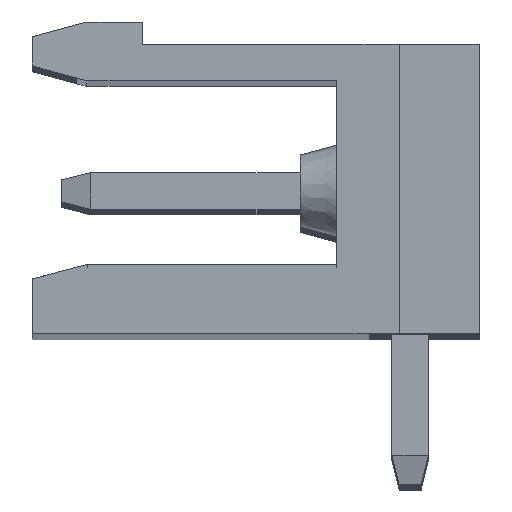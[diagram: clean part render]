
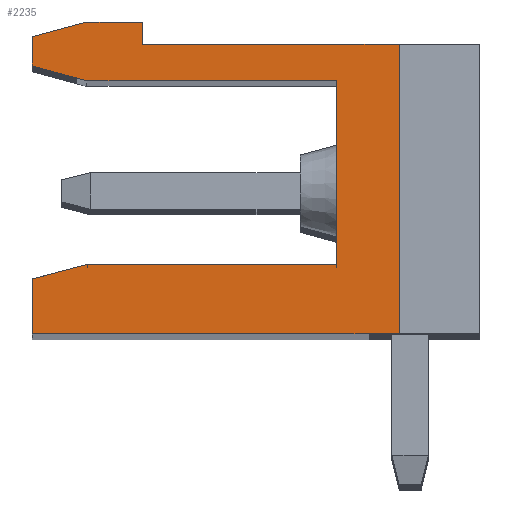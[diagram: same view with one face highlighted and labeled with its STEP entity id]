
A CAD part, top view. The second image highlights one B-rep face of the part: STEP entity #2235.
In plain terms, the highlighted planar face has unit normal (0, 0, 1).
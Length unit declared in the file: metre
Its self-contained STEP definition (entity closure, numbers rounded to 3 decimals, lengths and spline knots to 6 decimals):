
#2235=ADVANCED_FACE('',(#4808),#4809,.F.);
#4808=FACE_OUTER_BOUND('',#7726,.T.);
#4809=PLANE('',#7727);
#7726=EDGE_LOOP('',(#14190,#14191,#14192,#14193,#14194,#14195,#14196,#14197,#14198,#14199,#14200,#14201,#14202));
#7727=AXIS2_PLACEMENT_3D('',#14203,#14204,#14205);
#14190=ORIENTED_EDGE('',*,*,#19515,.T.);
#14191=ORIENTED_EDGE('',*,*,#19517,.T.);
#14192=ORIENTED_EDGE('',*,*,#19518,.T.);
#14193=ORIENTED_EDGE('',*,*,#19519,.T.);
#14194=ORIENTED_EDGE('',*,*,#19520,.T.);
#14195=ORIENTED_EDGE('',*,*,#19521,.T.);
#14196=ORIENTED_EDGE('',*,*,#19522,.T.);
#14197=ORIENTED_EDGE('',*,*,#19523,.F.);
#14198=ORIENTED_EDGE('',*,*,#19524,.F.);
#14199=ORIENTED_EDGE('',*,*,#19525,.F.);
#14200=ORIENTED_EDGE('',*,*,#19526,.F.);
#14201=ORIENTED_EDGE('',*,*,#19527,.F.);
#14202=ORIENTED_EDGE('',*,*,#19528,.T.);
#14203=CARTESIAN_POINT('',(-0.0037,0.0069,1.12824));
#14204=DIRECTION('',(0.0,0.0,-1.0));
#14205=DIRECTION('',(0.0,-1.0,0.0));
#19515=EDGE_CURVE('',#23895,#23970,#23972,.T.);
#19517=EDGE_CURVE('',#23970,#23974,#23975,.T.);
#19518=EDGE_CURVE('',#23974,#23976,#23977,.T.);
#19519=EDGE_CURVE('',#23976,#23978,#23979,.T.);
#19520=EDGE_CURVE('',#23978,#23980,#23981,.T.);
#19521=EDGE_CURVE('',#23980,#23982,#23983,.T.);
#19522=EDGE_CURVE('',#23982,#23984,#23985,.T.);
#19523=EDGE_CURVE('',#23986,#23984,#23987,.T.);
#19524=EDGE_CURVE('',#23988,#23986,#23989,.T.);
#19525=EDGE_CURVE('',#23990,#23988,#23991,.T.);
#19526=EDGE_CURVE('',#23992,#23990,#23993,.T.);
#19527=EDGE_CURVE('',#23994,#23992,#23995,.T.);
#19528=EDGE_CURVE('',#23994,#23895,#23996,.T.);
#23895=VERTEX_POINT('',#30353);
#23970=VERTEX_POINT('',#30470);
#23972=LINE('',#30473,#30474);
#23974=VERTEX_POINT('',#30476);
#23975=LINE('',#30477,#30478);
#23976=VERTEX_POINT('',#30479);
#23977=LINE('',#30480,#30481);
#23978=VERTEX_POINT('',#30482);
#23979=LINE('',#30483,#30484);
#23980=VERTEX_POINT('',#30485);
#23981=LINE('',#30486,#30487);
#23982=VERTEX_POINT('',#30488);
#23983=LINE('',#30489,#30490);
#23984=VERTEX_POINT('',#30491);
#23985=LINE('',#30492,#30493);
#23986=VERTEX_POINT('',#30494);
#23987=LINE('',#30495,#30496);
#23988=VERTEX_POINT('',#30497);
#23989=LINE('',#30498,#30499);
#23990=VERTEX_POINT('',#30500);
#23991=LINE('',#30501,#30502);
#23992=VERTEX_POINT('',#30503);
#23993=LINE('',#30504,#30505);
#23994=VERTEX_POINT('',#30506);
#23995=LINE('',#30507,#30508);
#23996=LINE('',#30509,#30510);
#30353=CARTESIAN_POINT('',(-0.012,0.,1.12824));
#30470=CARTESIAN_POINT('',(-0.002,0.,1.12824));
#30473=CARTESIAN_POINT('',(-0.012,0.,1.12824));
#30474=VECTOR('',#34037,1.0);
#30476=CARTESIAN_POINT('',(-0.002,0.0079,1.12824));
#30477=CARTESIAN_POINT('',(-0.002,0.0079,1.12824));
#30478=VECTOR('',#34038,1.0);
#30479=CARTESIAN_POINT('',(-0.009,0.0079,1.12824));
#30480=CARTESIAN_POINT('',(-0.0022,0.0079,1.12824));
#30481=VECTOR('',#34039,1.0);
#30482=CARTESIAN_POINT('',(-0.009,0.0085,1.12824));
#30483=CARTESIAN_POINT('',(-0.009,0.0081,1.12824));
#30484=VECTOR('',#34040,1.0);
#30485=CARTESIAN_POINT('',(-0.010507,0.0085,1.12824));
#30486=CARTESIAN_POINT('',(-0.009,0.0085,1.12824));
#30487=VECTOR('',#34041,1.0);
#30488=CARTESIAN_POINT('',(-0.012,0.0081,1.12824));
#30489=CARTESIAN_POINT('',(-0.010507,0.0085,1.12824));
#30490=VECTOR('',#34042,1.0);
#30491=CARTESIAN_POINT('',(-0.012,0.0073,1.12824));
#30492=CARTESIAN_POINT('',(-0.012,0.0082,1.12824));
#30493=VECTOR('',#34043,1.0);
#30494=CARTESIAN_POINT('',(-0.010507,0.0069,1.12824));
#30495=CARTESIAN_POINT('',(-0.012,0.0073,1.12824));
#30496=VECTOR('',#34044,1.0);
#30497=CARTESIAN_POINT('',(-0.0037,0.0069,1.12824));
#30498=CARTESIAN_POINT('',(-0.010507,0.0069,1.12824));
#30499=VECTOR('',#34045,1.0);
#30500=CARTESIAN_POINT('',(-0.0037,0.0019,1.12824));
#30501=CARTESIAN_POINT('',(-0.0037,0.0069,1.12824));
#30502=VECTOR('',#34046,1.0);
#30503=CARTESIAN_POINT('',(-0.0105,0.0019,1.12824));
#30504=CARTESIAN_POINT('',(-0.0037,0.0019,1.12824));
#30505=VECTOR('',#34047,1.0);
#30506=CARTESIAN_POINT('',(-0.012,0.001498,1.12824));
#30507=CARTESIAN_POINT('',(-0.0105,0.0019,1.12824));
#30508=VECTOR('',#34048,1.0);
#30509=CARTESIAN_POINT('',(-0.012,0.0082,1.12824));
#30510=VECTOR('',#34049,1.0);
#34037=DIRECTION('',(1.0,0.0,0.0));
#34038=DIRECTION('',(0.0,1.0,0.0));
#34039=DIRECTION('',(-1.0,0.0,0.0));
#34040=DIRECTION('',(0.,1.0,0.0));
#34041=DIRECTION('',(-1.0,0.0,0.0));
#34042=DIRECTION('',(-0.966,-0.259,0.0));
#34043=DIRECTION('',(0.0,-1.0,0.0));
#34044=DIRECTION('',(-0.966,0.259,0.0));
#34045=DIRECTION('',(-1.0,0.0,0.0));
#34046=DIRECTION('',(0.,1.0,0.0));
#34047=DIRECTION('',(1.0,0.0,0.0));
#34048=DIRECTION('',(0.966,0.259,0.0));
#34049=DIRECTION('',(0.0,-1.0,0.0));
